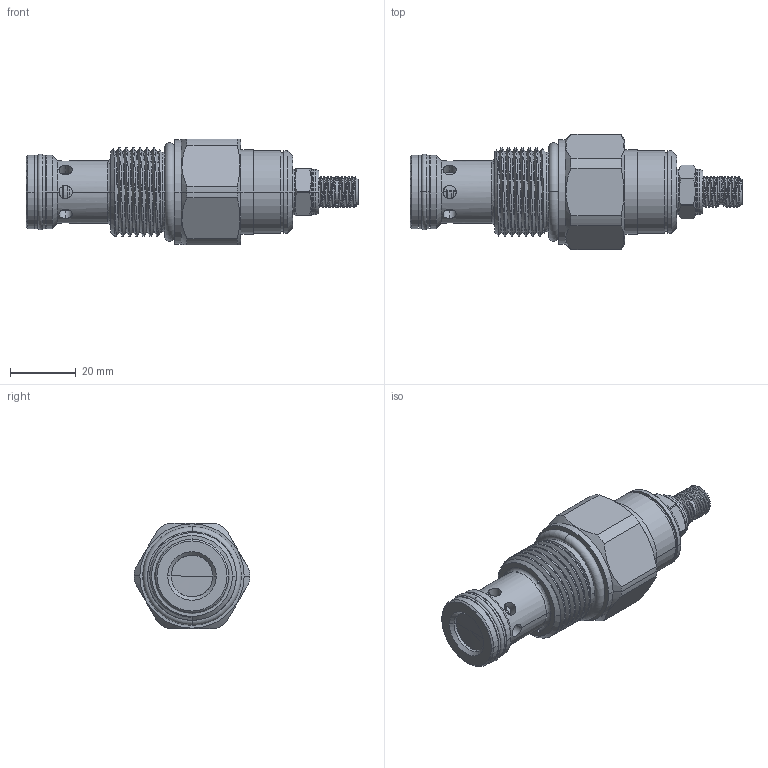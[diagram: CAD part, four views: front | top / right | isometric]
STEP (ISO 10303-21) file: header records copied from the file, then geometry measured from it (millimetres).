
FILE_DESCRIPTION (( 'STEP AP203' ), '1' );
FILE_NAME ('RP12W26-L.STEP', '2024-04-22T08:09:54', ( '' ), ( '' ), 'SwSTEP 2.0', 'SolidWorks 2018', '' );
FILE_SCHEMA (( 'CONFIG_CONTROL_DESIGN' ));
Length unit declared in the file: millimetre
Products named in the file (1): RP12W26-L
Bounding box: 100.65 x 35.1 x 32 mm (x, y, z)
Volume: 44907 mm3; surface area: 12195.9 mm2
Topology: 2 solids, 12 shells, 336 faces, 839 edges, 527 vertices
Faces by surface type: cylinder 164, cone 72, plane 60, torus 31, bspline 9
Entity records: 19065 total; most frequent: CARTESIAN_POINT 11641, ORIENTED_EDGE 1670, DIRECTION 1405, EDGE_CURVE 835, AXIS2_PLACEMENT_3D 604, VERTEX_POINT 527, EDGE_LOOP 360, FACE_OUTER_BOUND 336
